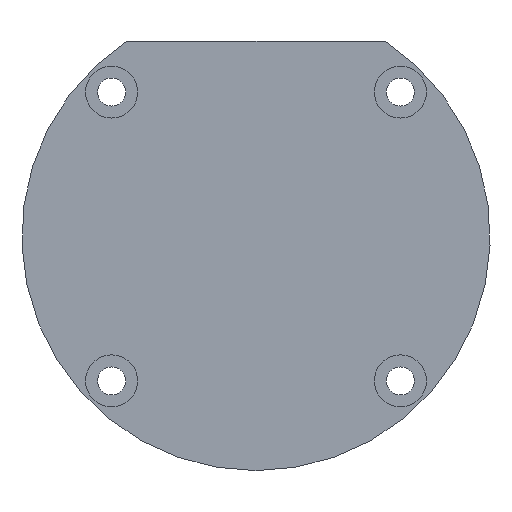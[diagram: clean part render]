
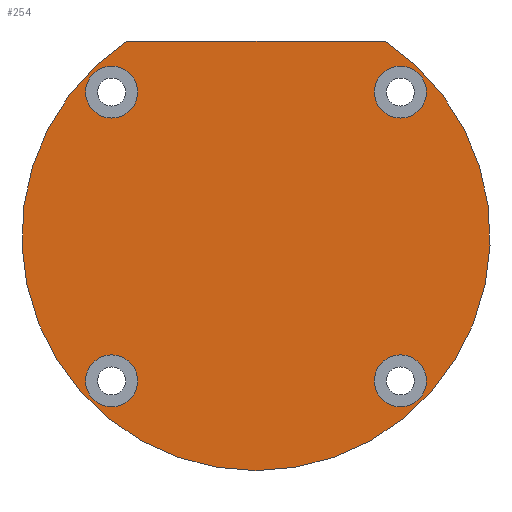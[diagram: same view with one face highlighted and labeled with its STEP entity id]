
A CAD part, front view. The second image highlights one B-rep face of the part: STEP entity #254.
In plain terms, the highlighted planar face has unit normal (0, -1, 0).
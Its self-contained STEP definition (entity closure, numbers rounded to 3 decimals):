
#23=LINE('',#450,#35);
#35=VECTOR('',#380,10.);
#56=FACE_BOUND('',#100,.T.);
#57=FACE_BOUND('',#101,.T.);
#58=FACE_BOUND('',#102,.T.);
#59=FACE_BOUND('',#103,.T.);
#75=FACE_OUTER_BOUND('',#99,.T.);
#99=EDGE_LOOP('',(#226,#227));
#100=EDGE_LOOP('',(#228));
#101=EDGE_LOOP('',(#229));
#102=EDGE_LOOP('',(#230));
#103=EDGE_LOOP('',(#231));
#106=CIRCLE('',#282,4.);
#110=CIRCLE('',#289,4.);
#114=CIRCLE('',#296,4.);
#118=CIRCLE('',#303,4.);
#120=CIRCLE('',#308,36.);
#124=VERTEX_POINT('',#401);
#128=VERTEX_POINT('',#414);
#132=VERTEX_POINT('',#427);
#136=VERTEX_POINT('',#440);
#138=VERTEX_POINT('',#448);
#139=VERTEX_POINT('',#449);
#144=EDGE_CURVE('',#124,#124,#106,.T.);
#150=EDGE_CURVE('',#128,#128,#110,.T.);
#156=EDGE_CURVE('',#132,#132,#114,.T.);
#162=EDGE_CURVE('',#136,#136,#118,.T.);
#166=EDGE_CURVE('',#138,#139,#23,.T.);
#170=EDGE_CURVE('',#139,#138,#120,.T.);
#226=ORIENTED_EDGE('',*,*,#170,.F.);
#227=ORIENTED_EDGE('',*,*,#166,.F.);
#228=ORIENTED_EDGE('',*,*,#144,.T.);
#229=ORIENTED_EDGE('',*,*,#150,.T.);
#230=ORIENTED_EDGE('',*,*,#156,.T.);
#231=ORIENTED_EDGE('',*,*,#162,.T.);
#238=PLANE('',#311);
#254=ADVANCED_FACE('',(#75,#56,#57,#58,#59),#238,.F.);
#282=AXIS2_PLACEMENT_3D('',#402,#322,#323);
#289=AXIS2_PLACEMENT_3D('',#415,#338,#339);
#296=AXIS2_PLACEMENT_3D('',#428,#354,#355);
#303=AXIS2_PLACEMENT_3D('',#441,#370,#371);
#308=AXIS2_PLACEMENT_3D('',#457,#386,#387);
#311=AXIS2_PLACEMENT_3D('',#460,#392,#393);
#322=DIRECTION('center_axis',(0.,1.,0.));
#323=DIRECTION('ref_axis',(0.,0.,1.));
#338=DIRECTION('center_axis',(0.,1.,0.));
#339=DIRECTION('ref_axis',(-1.,0.,0.));
#354=DIRECTION('center_axis',(0.,1.,0.));
#355=DIRECTION('ref_axis',(0.,0.,-1.));
#370=DIRECTION('center_axis',(0.,1.,0.));
#371=DIRECTION('ref_axis',(1.,0.,0.));
#380=DIRECTION('',(1.,0.,0.));
#386=DIRECTION('center_axis',(0.,1.,0.));
#387=DIRECTION('ref_axis',(-1.,0.,0.));
#392=DIRECTION('center_axis',(0.,1.,0.));
#393=DIRECTION('ref_axis',(0.,0.,1.));
#401=CARTESIAN_POINT('',(-22.203,0.,18.203));
#402=CARTESIAN_POINT('Origin',(-22.203,0.,22.203));
#414=CARTESIAN_POINT('',(-18.203,0.,-22.203));
#415=CARTESIAN_POINT('Origin',(-22.203,0.,-22.203));
#427=CARTESIAN_POINT('',(22.203,0.,-18.203));
#428=CARTESIAN_POINT('Origin',(22.203,0.,-22.203));
#440=CARTESIAN_POINT('',(18.203,0.,22.203));
#441=CARTESIAN_POINT('Origin',(22.203,0.,22.203));
#448=CARTESIAN_POINT('',(-19.9,0.,30.));
#449=CARTESIAN_POINT('',(19.9,0.,30.));
#450=CARTESIAN_POINT('',(-19.9,0.,30.));
#457=CARTESIAN_POINT('Origin',(0.,0.,0.));
#460=CARTESIAN_POINT('Origin',(0.,0.,-3.));
